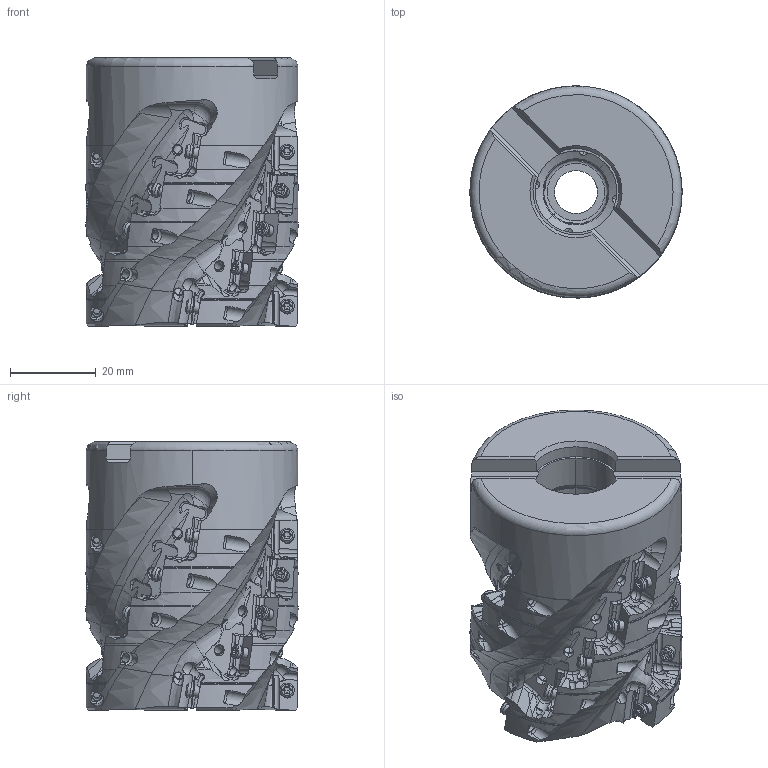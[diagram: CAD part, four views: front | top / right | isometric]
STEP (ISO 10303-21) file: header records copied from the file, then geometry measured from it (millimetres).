
FILE_DESCRIPTION(/* description */ (''),/* implementation_level */ '2;1');
FILE_NAME(/* name */ 'APX3KUR2_0004AA18A20.stp',/* time_stamp */ '2021-09-08T11:44:38+09:00',/* author */ (''),/* organization */ (''),/* preprocessor_version */ 'ST-DEVELOPER v16',/* originating_system */ 'SIEMENS PLM Software NX 10.0',/* authorisation */ '');
FILE_SCHEMA (('AUTOMOTIVE_DESIGN { 1 0 10303 214 3 1 1 1 }'));
Products named in the file (1): APX3KUR2_0004AA18A20_ASM_ASM
Bounding box: 49.38 x 49.36 x 62.4 mm (x, y, z)
Volume: 81663.7 mm3; surface area: 21489.8 mm2
Topology: 21 solids, 21 shells, 2107 faces, 6204 edges, 4153 vertices
Faces by surface type: cylinder 930, plane 521, cone 198, torus 198, sphere 136, bspline 124
Entity records: 98563 total; most frequent: CARTESIAN_POINT 44694, ORIENTED_EDGE 12240, DIRECTION 9981, EDGE_CURVE 6120, AXIS2_PLACEMENT_3D 4170, VERTEX_POINT 4066, B_SPLINE_CURVE_WITH_KNOTS 2381, EDGE_LOOP 2200
